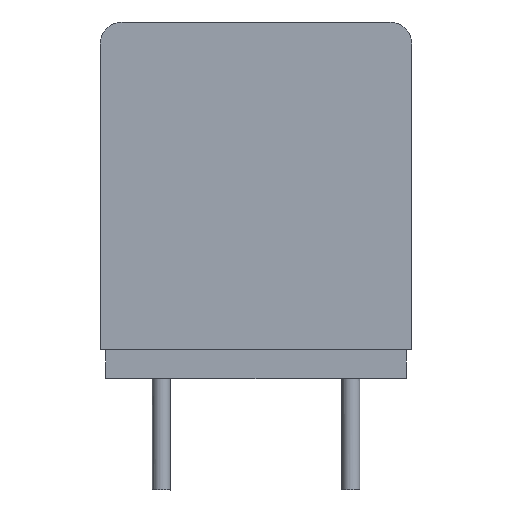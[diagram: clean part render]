
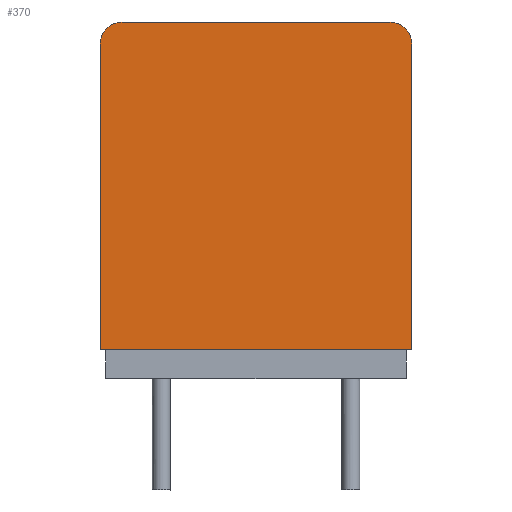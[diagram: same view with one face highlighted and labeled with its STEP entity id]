
A CAD part, front view. The second image highlights one B-rep face of the part: STEP entity #370.
In plain terms, the highlighted face is planar.
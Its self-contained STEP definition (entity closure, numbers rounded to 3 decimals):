
#370 = ADVANCED_FACE( '', ( #777 ), #778, .T. );
#777 = FACE_OUTER_BOUND( '', #1286, .T. );
#778 = PLANE( '', #1287 );
#1286 = EDGE_LOOP( '', ( #4519, #4520, #4521, #4522, #4523, #4524 ) );
#1287 = AXIS2_PLACEMENT_3D( '', #4525, #4526, #4527 );
#4519 = ORIENTED_EDGE( '', *, *, #5869, .T. );
#4520 = ORIENTED_EDGE( '', *, *, #5648, .T. );
#4521 = ORIENTED_EDGE( '', *, *, #5870, .T. );
#4522 = ORIENTED_EDGE( '', *, *, #5854, .T. );
#4523 = ORIENTED_EDGE( '', *, *, #5871, .T. );
#4524 = ORIENTED_EDGE( '', *, *, #5872, .T. );
#4525 = CARTESIAN_POINT( '', ( 0., 3.9, 0. ) );
#4526 = DIRECTION( '', ( 0., 1., 0. ) );
#4527 = DIRECTION( '', ( 0., 0., 1. ) );
#5648 = EDGE_CURVE( '', #6193, #6194, #6195, .T. );
#5854 = EDGE_CURVE( '', #6545, #6546, #6547, .T. );
#5869 = EDGE_CURVE( '', #6568, #6193, #6569, .T. );
#5870 = EDGE_CURVE( '', #6194, #6545, #6570, .T. );
#5871 = EDGE_CURVE( '', #6546, #6571, #6572, .T. );
#5872 = EDGE_CURVE( '', #6571, #6568, #6573, .T. );
#6193 = VERTEX_POINT( '', #7010 );
#6194 = VERTEX_POINT( '', #7011 );
#6195 = CIRCLE( '', #7012, 1. );
#6545 = VERTEX_POINT( '', #7851 );
#6546 = VERTEX_POINT( '', #7852 );
#6547 = CIRCLE( '', #7853, 1. );
#6568 = VERTEX_POINT( '', #7885 );
#6569 = LINE( '', #7886, #7887 );
#6570 = LINE( '', #7888, #7889 );
#6571 = VERTEX_POINT( '', #7890 );
#6572 = LINE( '', #7891, #7892 );
#6573 = LINE( '', #7893, #7894 );
#7010 = CARTESIAN_POINT( '', ( -7., 3.9, 20. ) );
#7011 = CARTESIAN_POINT( '', ( -6., 3.9, 21. ) );
#7012 = AXIS2_PLACEMENT_3D( '', #10331, #10332, #10333 );
#7851 = CARTESIAN_POINT( '', ( 6., 3.9, 21. ) );
#7852 = CARTESIAN_POINT( '', ( 7., 3.9, 20. ) );
#7853 = AXIS2_PLACEMENT_3D( '', #10454, #10455, #10456 );
#7885 = CARTESIAN_POINT( '', ( -7., 3.9, 6.3 ) );
#7886 = CARTESIAN_POINT( '', ( -7., 3.9, 6.3 ) );
#7887 = VECTOR( '', #10466, 1000. );
#7888 = CARTESIAN_POINT( '', ( -7., 3.9, 21. ) );
#7889 = VECTOR( '', #10467, 1000. );
#7890 = CARTESIAN_POINT( '', ( 7., 3.9, 6.3 ) );
#7891 = CARTESIAN_POINT( '', ( 7., 3.9, 21. ) );
#7892 = VECTOR( '', #10468, 1000. );
#7893 = CARTESIAN_POINT( '', ( 7., 3.9, 6.3 ) );
#7894 = VECTOR( '', #10469, 1000. );
#10331 = CARTESIAN_POINT( '', ( -6., 3.9, 20. ) );
#10332 = DIRECTION( '', ( 0., 1., 0. ) );
#10333 = DIRECTION( '', ( 0., 0., 1. ) );
#10454 = CARTESIAN_POINT( '', ( 6., 3.9, 20. ) );
#10455 = DIRECTION( '', ( 0., 1., 0. ) );
#10456 = DIRECTION( '', ( 0., 0., 1. ) );
#10466 = DIRECTION( '', ( 0., 0., 1. ) );
#10467 = DIRECTION( '', ( 1., 0., 0. ) );
#10468 = DIRECTION( '', ( 0., 0., -1. ) );
#10469 = DIRECTION( '', ( -1., 0., 0. ) );
